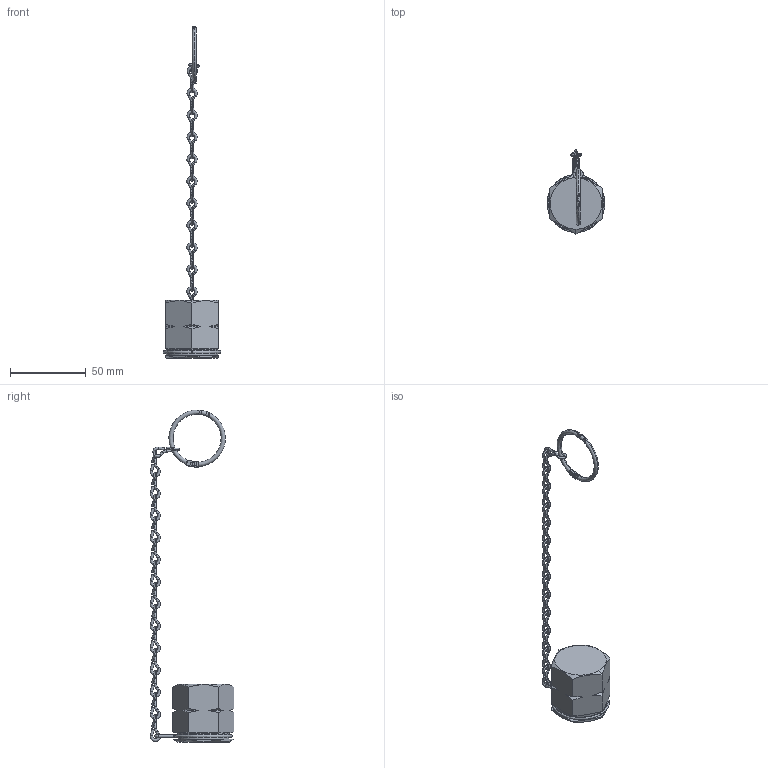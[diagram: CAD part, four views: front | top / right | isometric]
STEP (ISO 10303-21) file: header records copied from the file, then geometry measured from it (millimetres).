
FILE_DESCRIPTION (( 'STEP AP203' ), '1' );
FILE_NAME ('AD-BS4FSS-BL-R.STEP', '2025-08-18T17:33:29', ( '' ), ( '' ), 'SwSTEP 2.0', 'SolidWorks 2018', '' );
FILE_SCHEMA (( 'CONFIG_CONTROL_DESIGN' ));
Length unit declared in the file: inch
Products named in the file (8): ASY-000214_One Link Bent; PRT-002245_RING-1.187D HALF; PRT-002239_STAINLESS; PRT-000556; AD-BS4FSS-BL-R; PRT-000070; ASY-000291; PRT-002255_SMALL PIN
Assembly tree (21 placements, depth 3):
  AD-BS4FSS-BL-R
    PRT-000556
    PRT-000070
    ASY-000214_One Link Bent
      PRT-002239_STAINLESS  x14
    ASY-000291
      PRT-002245_RING-1.187D HALF  x2
      PRT-002255_SMALL PIN
Bounding box: 38.09 x 55.31 x 219.39 mm (x, y, z)
Volume: 32942.5 mm3; surface area: 13837.8 mm2
Topology: 19 solids, 19 shells, 569 faces, 1350 edges, 819 vertices
Faces by surface type: cylinder 185, bspline 135, plane 105, torus 102, cone 26, sphere 16
Entity records: 16803 total; most frequent: CARTESIAN_POINT 9881, ORIENTED_EDGE 1306, DIRECTION 983, EDGE_CURVE 653, VERTEX_POINT 416, AXIS2_PLACEMENT_3D 363, EDGE_LOOP 277, ADVANCED_FACE 261
